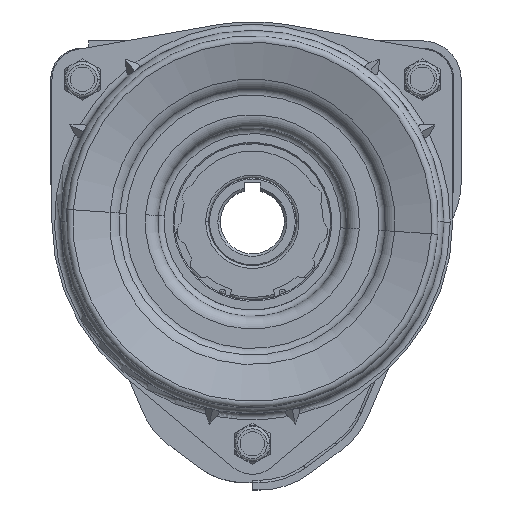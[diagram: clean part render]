
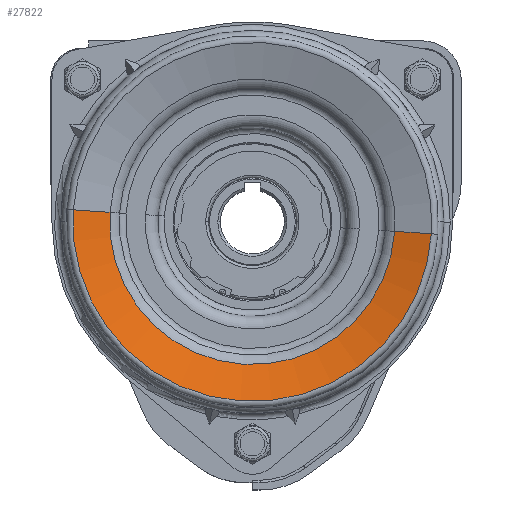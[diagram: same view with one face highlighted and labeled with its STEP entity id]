
A CAD part, top view. The second image highlights one B-rep face of the part: STEP entity #27822.
In plain terms, the highlighted conical face has half-angle 73 degrees and reference radius 73.8 mm.
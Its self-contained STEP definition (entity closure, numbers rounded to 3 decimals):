
#2529 = VERTEX_POINT ( 'NONE', #16103 ) ;
#3857 = DIRECTION ( 'NONE',  ( 0.954, -0.064, 0.292 ) ) ;
#6087 = LINE ( 'NONE', #29180, #12711 ) ;
#6097 = AXIS2_PLACEMENT_3D ( 'NONE', #10989, #20915, #23454 ) ;
#6392 = CONICAL_SURFACE ( 'NONE', #6097, 73.8, 1.274 ) ;
#7175 = FACE_OUTER_BOUND ( 'NONE', #28320, .T. ) ;
#7893 = CARTESIAN_POINT ( 'NONE',  ( 71.056, -4.754, 2.273 ) ) ;
#9413 = CIRCLE ( 'NONE', #13209, 71.215 ) ;
#10989 = CARTESIAN_POINT ( 'NONE',  ( 0., 0., 3.064 ) ) ;
#11371 = EDGE_CURVE ( 'NONE', #29779, #2529, #6087, .T. ) ;
#11385 = CARTESIAN_POINT ( 'NONE',  ( 73.635, -4.926, 3.064 ) ) ;
#11477 = DIRECTION ( 'NONE',  ( 0., 0., 1. ) ) ;
#11711 = DIRECTION ( 'NONE',  ( -0.954, 0.064, 0.292 ) ) ;
#11851 = DIRECTION ( 'NONE',  ( 0., 0., -1. ) ) ;
#12606 = CARTESIAN_POINT ( 'NONE',  ( 56.481, -3.778, -2.193 ) ) ;
#12711 = VECTOR ( 'NONE', #11711, 1000. ) ;
#13209 = AXIS2_PLACEMENT_3D ( 'NONE', #26443, #11477, #28958 ) ;
#15045 = CARTESIAN_POINT ( 'NONE',  ( -56.481, 3.778, -2.193 ) ) ;
#15224 = EDGE_CURVE ( 'NONE', #18167, #26808, #27049, .T. ) ;
#16103 = CARTESIAN_POINT ( 'NONE',  ( -71.056, 4.754, 2.273 ) ) ;
#16318 = EDGE_CURVE ( 'NONE', #2529, #26808, #9413, .T. ) ;
#17401 = EDGE_CURVE ( 'NONE', #18167, #29779, #24978, .T. ) ;
#18167 = VERTEX_POINT ( 'NONE', #12606 ) ;
#20915 = DIRECTION ( 'NONE',  ( 0., 0., 1. ) ) ;
#22312 = ORIENTED_EDGE ( 'NONE', *, *, #11371, .T. ) ;
#23454 = DIRECTION ( 'NONE',  ( 0.998, -0.067, 0. ) ) ;
#24420 = ORIENTED_EDGE ( 'NONE', *, *, #15224, .F. ) ;
#24978 = CIRCLE ( 'NONE', #30844, 56.607 ) ;
#26247 = VECTOR ( 'NONE', #3857, 1000. ) ;
#26443 = CARTESIAN_POINT ( 'NONE',  ( 0., 0., 2.273 ) ) ;
#26808 = VERTEX_POINT ( 'NONE', #7893 ) ;
#26822 = CARTESIAN_POINT ( 'NONE',  ( 0., 0., -2.193 ) ) ;
#26937 = ORIENTED_EDGE ( 'NONE', *, *, #17401, .T. ) ;
#27049 = LINE ( 'NONE', #11385, #26247 ) ;
#27822 = ADVANCED_FACE ( 'NONE', ( #7175 ), #6392, .F. ) ;
#28320 = EDGE_LOOP ( 'NONE', ( #26937, #22312, #32377, #24420 ) ) ;
#28958 = DIRECTION ( 'NONE',  ( -0.998, 0.067, 0. ) ) ;
#29180 = CARTESIAN_POINT ( 'NONE',  ( -73.635, 4.926, 3.064 ) ) ;
#29335 = DIRECTION ( 'NONE',  ( -0.998, 0.067, 0. ) ) ;
#29779 = VERTEX_POINT ( 'NONE', #15045 ) ;
#30844 = AXIS2_PLACEMENT_3D ( 'NONE', #26822, #11851, #29335 ) ;
#32377 = ORIENTED_EDGE ( 'NONE', *, *, #16318, .T. ) ;
